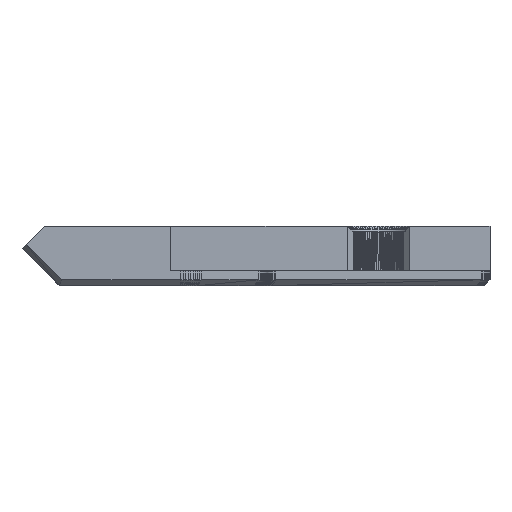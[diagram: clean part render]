
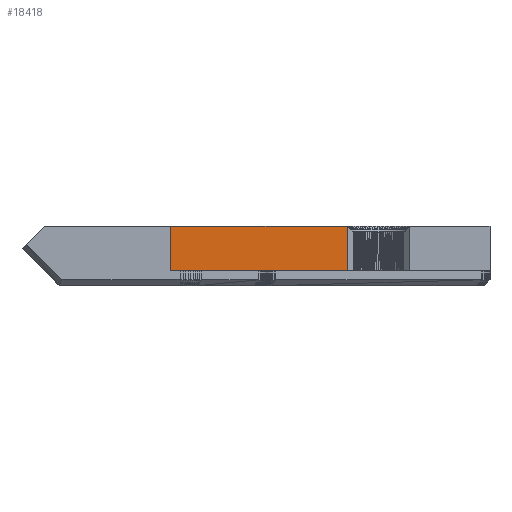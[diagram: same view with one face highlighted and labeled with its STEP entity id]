
A CAD part, front view. The second image highlights one B-rep face of the part: STEP entity #18418.
In plain terms, the highlighted planar face has unit normal (0, -1, 0).
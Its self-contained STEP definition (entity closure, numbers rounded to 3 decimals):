
#14810 = VERTEX_POINT('',#14811);
#14811 = CARTESIAN_POINT('',(213.224,119.303,1.));
#14817 = EDGE_CURVE('',#14818,#14810,#14820,.T.);
#14818 = VERTEX_POINT('',#14819);
#14819 = CARTESIAN_POINT('',(201.324,119.303,1.));
#14820 = LINE('',#14821,#14822);
#14821 = CARTESIAN_POINT('',(201.324,119.303,1.));
#14822 = VECTOR('',#14823,1.);
#14823 = DIRECTION('',(1.,0.,0.));
#15490 = VERTEX_POINT('',#15491);
#15491 = CARTESIAN_POINT('',(201.324,119.303,4.));
#15497 = EDGE_CURVE('',#15498,#15490,#15500,.T.);
#15498 = VERTEX_POINT('',#15499);
#15499 = CARTESIAN_POINT('',(213.224,119.303,4.));
#15500 = LINE('',#15501,#15502);
#15501 = CARTESIAN_POINT('',(213.224,119.303,4.));
#15502 = VECTOR('',#15503,1.);
#15503 = DIRECTION('',(-1.,0.,0.));
#17181 = EDGE_CURVE('',#14818,#15490,#17182,.T.);
#17182 = LINE('',#17183,#17184);
#17183 = CARTESIAN_POINT('',(201.324,119.303,1.));
#17184 = VECTOR('',#17185,1.);
#17185 = DIRECTION('',(0.,0.,1.));
#18418 = ADVANCED_FACE('',(#18419),#18430,.T.);
#18419 = FACE_BOUND('',#18420,.T.);
#18420 = EDGE_LOOP('',(#18421,#18422,#18423,#18429));
#18421 = ORIENTED_EDGE('',*,*,#17181,.F.);
#18422 = ORIENTED_EDGE('',*,*,#14817,.T.);
#18423 = ORIENTED_EDGE('',*,*,#18424,.T.);
#18424 = EDGE_CURVE('',#14810,#15498,#18425,.T.);
#18425 = LINE('',#18426,#18427);
#18426 = CARTESIAN_POINT('',(213.224,119.303,1.));
#18427 = VECTOR('',#18428,1.);
#18428 = DIRECTION('',(0.,0.,1.));
#18429 = ORIENTED_EDGE('',*,*,#15497,.T.);
#18430 = PLANE('',#18431);
#18431 = AXIS2_PLACEMENT_3D('',#18432,#18433,#18434);
#18432 = CARTESIAN_POINT('',(207.274,119.303,2.5));
#18433 = DIRECTION('',(-0.,-1.,-0.));
#18434 = DIRECTION('',(0.,0.,-1.));
